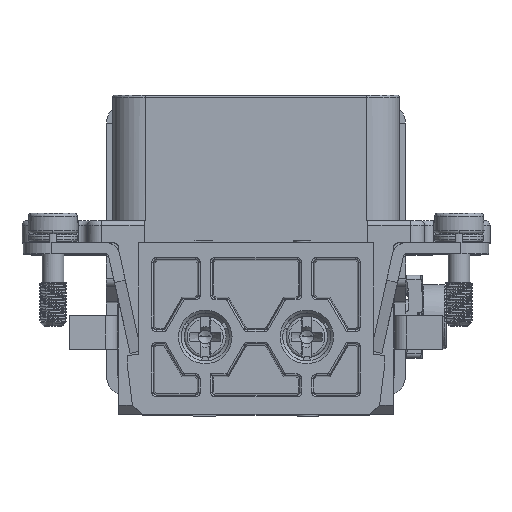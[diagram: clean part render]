
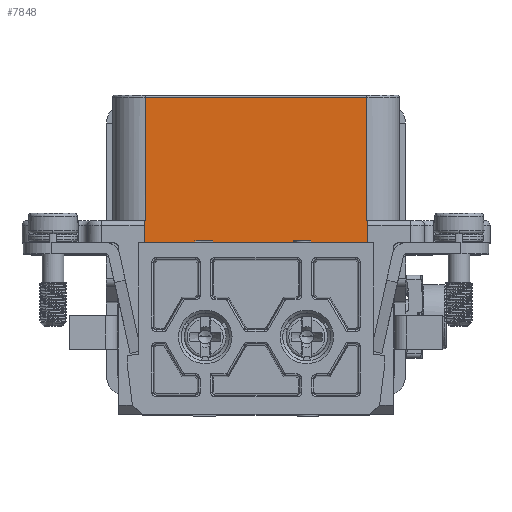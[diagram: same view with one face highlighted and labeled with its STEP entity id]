
A CAD part, top view. The second image highlights one B-rep face of the part: STEP entity #7848.
In plain terms, the highlighted planar face has unit normal (0, 0, 1).
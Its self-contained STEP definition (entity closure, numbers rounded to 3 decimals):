
#4894=B_SPLINE_CURVE_WITH_KNOTS('',3,(#54586,#54587,#54588,#54589),
 .UNSPECIFIED.,.F.,.F.,(4,4),(0.,1.),.UNSPECIFIED.);
#4895=B_SPLINE_CURVE_WITH_KNOTS('',3,(#54591,#54592,#54593,#54594),
 .UNSPECIFIED.,.F.,.F.,(4,4),(0.,1.),.UNSPECIFIED.);
#7848=ADVANCED_FACE('',(#10786),#9836,.T.);
#9836=PLANE('',#40500);
#10786=FACE_OUTER_BOUND('',#12728,.T.);
#12728=EDGE_LOOP('',(#15603,#15604,#15605,#15606,#15607,#15608,#15609,#15610));
#15603=ORIENTED_EDGE('',*,*,#29927,.T.);
#15604=ORIENTED_EDGE('',*,*,#29926,.T.);
#15605=ORIENTED_EDGE('',*,*,#30055,.T.);
#15606=ORIENTED_EDGE('',*,*,#29692,.F.);
#15607=ORIENTED_EDGE('',*,*,#30054,.F.);
#15608=ORIENTED_EDGE('',*,*,#29925,.F.);
#15609=ORIENTED_EDGE('',*,*,#29924,.T.);
#15610=ORIENTED_EDGE('',*,*,#29923,.F.);
#26077=VERTEX_POINT('',#53973);
#26078=VERTEX_POINT('',#53975);
#26224=VERTEX_POINT('',#54428);
#26239=VERTEX_POINT('',#54459);
#26266=VERTEX_POINT('',#54531);
#26269=VERTEX_POINT('',#54539);
#26278=VERTEX_POINT('',#54585);
#26279=VERTEX_POINT('',#54595);
#29692=EDGE_CURVE('',#26077,#26078,#35135,.T.);
#29923=EDGE_CURVE('',#26269,#26266,#35275,.T.);
#29924=EDGE_CURVE('',#26278,#26266,#35276,.T.);
#29925=EDGE_CURVE('',#26278,#26224,#4894,.T.);
#29926=EDGE_CURVE('',#26279,#26239,#4895,.T.);
#29927=EDGE_CURVE('',#26269,#26279,#35277,.T.);
#30054=EDGE_CURVE('',#26224,#26077,#35371,.T.);
#30055=EDGE_CURVE('',#26239,#26078,#35372,.T.);
#35135=LINE('',#53974,#37743);
#35275=LINE('',#54582,#37883);
#35276=LINE('',#54584,#37884);
#35277=LINE('',#54596,#37885);
#35371=LINE('',#54883,#37979);
#35372=LINE('',#54885,#37980);
#37743=VECTOR('',#44022,1.);
#37883=VECTOR('',#44396,1.);
#37884=VECTOR('',#44399,1.);
#37885=VECTOR('',#44402,1.);
#37979=VECTOR('',#44652,1.);
#37980=VECTOR('',#44655,1.);
#40500=AXIS2_PLACEMENT_3D('',#54886,#44656,#44657);
#44022=DIRECTION('',(-1.,0.,0.));
#44396=DIRECTION('',(1.,0.,0.));
#44399=DIRECTION('',(0.,1.,0.));
#44402=DIRECTION('',(0.,-1.,0.));
#44652=DIRECTION('',(0.,-1.,0.));
#44655=DIRECTION('',(0.,-1.,0.));
#44656=DIRECTION('',(0.,0.,1.));
#44657=DIRECTION('',(-1.,0.,0.));
#53973=CARTESIAN_POINT('',(12.1,-2.6,11.6));
#53974=CARTESIAN_POINT('',(12.1,-2.6,11.6));
#53975=CARTESIAN_POINT('',(-12.1,-2.6,11.6));
#54428=CARTESIAN_POINT('',(12.1,-0.2,11.599));
#54459=CARTESIAN_POINT('',(-12.1,-0.2,11.599));
#54531=CARTESIAN_POINT('',(12.,13.2,11.6));
#54539=CARTESIAN_POINT('',(-12.,13.2,11.6));
#54582=CARTESIAN_POINT('',(-12.,13.2,11.6));
#54584=CARTESIAN_POINT('',(12.,13.2,11.6));
#54585=CARTESIAN_POINT('',(12.,-0.2,11.6));
#54586=CARTESIAN_POINT('',(12.,-0.2,11.6));
#54587=CARTESIAN_POINT('',(12.033,-0.2,11.6));
#54588=CARTESIAN_POINT('',(12.067,-0.2,11.6));
#54589=CARTESIAN_POINT('',(12.1,-0.2,11.599));
#54591=CARTESIAN_POINT('',(-12.,-0.2,11.6));
#54592=CARTESIAN_POINT('',(-12.033,-0.2,11.6));
#54593=CARTESIAN_POINT('',(-12.067,-0.2,11.6));
#54594=CARTESIAN_POINT('',(-12.1,-0.2,11.6));
#54595=CARTESIAN_POINT('',(-12.,-0.2,11.6));
#54596=CARTESIAN_POINT('',(-12.,13.2,11.6));
#54883=CARTESIAN_POINT('',(12.1,-0.2,11.6));
#54885=CARTESIAN_POINT('',(-12.1,-0.2,11.6));
#54886=CARTESIAN_POINT('',(-15.5,-0.2,11.6));
